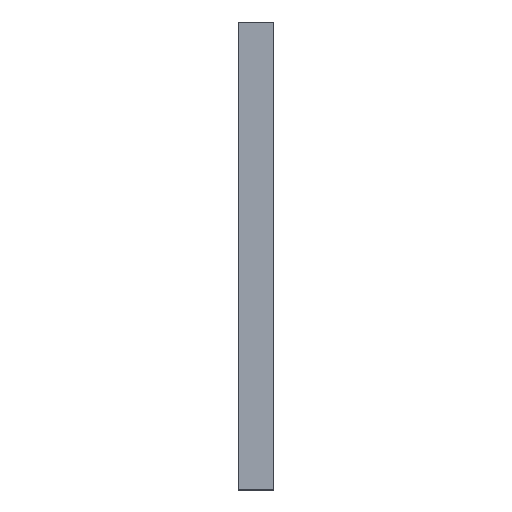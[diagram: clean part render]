
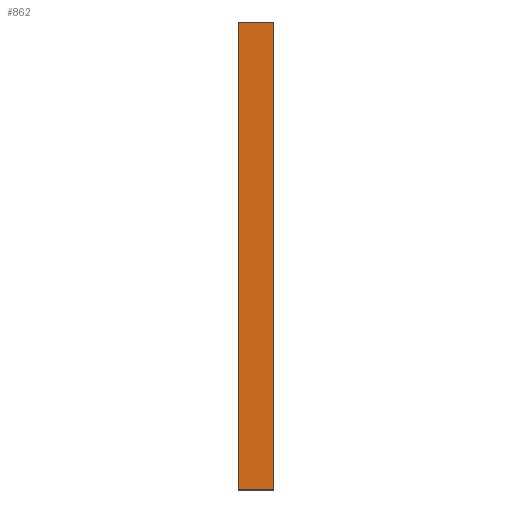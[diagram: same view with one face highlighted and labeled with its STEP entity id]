
A CAD part, top view. The second image highlights one B-rep face of the part: STEP entity #862.
In plain terms, the highlighted planar face has unit normal (0, 0, 1).
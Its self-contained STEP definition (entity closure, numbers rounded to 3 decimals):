
#66 = PLANE('',#67);
#67 = AXIS2_PLACEMENT_3D('',#68,#69,#70);
#68 = CARTESIAN_POINT('',(-18.,-20.22,30.805));
#69 = DIRECTION('',(-1.,0.,0.));
#70 = DIRECTION('',(0.,0.,-1.));
#153 = PLANE('',#154);
#154 = AXIS2_PLACEMENT_3D('',#155,#156,#157);
#155 = CARTESIAN_POINT('',(-22.5,-20.22,30.805));
#156 = DIRECTION('',(-1.,0.,0.));
#157 = DIRECTION('',(0.,0.,-1.));
#203 = VERTEX_POINT('',#204);
#204 = CARTESIAN_POINT('',(-18.,-49.6,58.8));
#218 = PLANE('',#219);
#219 = AXIS2_PLACEMENT_3D('',#220,#221,#222);
#220 = CARTESIAN_POINT('',(-22.5,-49.6,9.1));
#221 = DIRECTION('',(0.,-1.,0.));
#222 = DIRECTION('',(0.,0.,1.));
#230 = EDGE_CURVE('',#203,#231,#233,.T.);
#231 = VERTEX_POINT('',#232);
#232 = CARTESIAN_POINT('',(-18.,9.,58.8));
#233 = SURFACE_CURVE('',#234,(#238,#245),.PCURVE_S1.);
#234 = LINE('',#235,#236);
#235 = CARTESIAN_POINT('',(-18.,-49.6,58.8));
#236 = VECTOR('',#237,1.);
#237 = DIRECTION('',(0.,1.,0.));
#238 = PCURVE('',#66,#239);
#239 = DEFINITIONAL_REPRESENTATION('',(#240),#244);
#240 = LINE('',#241,#242);
#241 = CARTESIAN_POINT('',(-27.995,29.38));
#242 = VECTOR('',#243,1.);
#243 = DIRECTION('',(0.,-1.));
#244 = ( GEOMETRIC_REPRESENTATION_CONTEXT(2) 
PARAMETRIC_REPRESENTATION_CONTEXT() REPRESENTATION_CONTEXT('2D SPACE',''
  ) );
#245 = PCURVE('',#246,#251);
#246 = PLANE('',#247);
#247 = AXIS2_PLACEMENT_3D('',#248,#249,#250);
#248 = CARTESIAN_POINT('',(-22.5,-49.6,58.8));
#249 = DIRECTION('',(0.,0.,1.));
#250 = DIRECTION('',(0.,1.,0.));
#251 = DEFINITIONAL_REPRESENTATION('',(#252),#256);
#252 = LINE('',#253,#254);
#253 = CARTESIAN_POINT('',(0.,-4.5));
#254 = VECTOR('',#255,1.);
#255 = DIRECTION('',(1.,0.));
#256 = ( GEOMETRIC_REPRESENTATION_CONTEXT(2) 
PARAMETRIC_REPRESENTATION_CONTEXT() REPRESENTATION_CONTEXT('2D SPACE',''
  ) );
#274 = PLANE('',#275);
#275 = AXIS2_PLACEMENT_3D('',#276,#277,#278);
#276 = CARTESIAN_POINT('',(-22.5,9.,58.8));
#277 = DIRECTION('',(0.,1.,0.));
#278 = DIRECTION('',(0.,0.,-1.));
#568 = VERTEX_POINT('',#569);
#569 = CARTESIAN_POINT('',(-22.5,-49.6,58.8));
#590 = EDGE_CURVE('',#568,#591,#593,.T.);
#591 = VERTEX_POINT('',#592);
#592 = CARTESIAN_POINT('',(-22.5,9.,58.8));
#593 = SURFACE_CURVE('',#594,(#598,#605),.PCURVE_S1.);
#594 = LINE('',#595,#596);
#595 = CARTESIAN_POINT('',(-22.5,-49.6,58.8));
#596 = VECTOR('',#597,1.);
#597 = DIRECTION('',(0.,1.,0.));
#598 = PCURVE('',#153,#599);
#599 = DEFINITIONAL_REPRESENTATION('',(#600),#604);
#600 = LINE('',#601,#602);
#601 = CARTESIAN_POINT('',(-27.995,29.38));
#602 = VECTOR('',#603,1.);
#603 = DIRECTION('',(0.,-1.));
#604 = ( GEOMETRIC_REPRESENTATION_CONTEXT(2) 
PARAMETRIC_REPRESENTATION_CONTEXT() REPRESENTATION_CONTEXT('2D SPACE',''
  ) );
#605 = PCURVE('',#246,#606);
#606 = DEFINITIONAL_REPRESENTATION('',(#607),#611);
#607 = LINE('',#608,#609);
#608 = CARTESIAN_POINT('',(0.,0.));
#609 = VECTOR('',#610,1.);
#610 = DIRECTION('',(1.,0.));
#611 = ( GEOMETRIC_REPRESENTATION_CONTEXT(2) 
PARAMETRIC_REPRESENTATION_CONTEXT() REPRESENTATION_CONTEXT('2D SPACE',''
  ) );
#841 = EDGE_CURVE('',#568,#203,#842,.T.);
#842 = SURFACE_CURVE('',#843,(#847,#854),.PCURVE_S1.);
#843 = LINE('',#844,#845);
#844 = CARTESIAN_POINT('',(-22.5,-49.6,58.8));
#845 = VECTOR('',#846,1.);
#846 = DIRECTION('',(1.,0.,0.));
#847 = PCURVE('',#218,#848);
#848 = DEFINITIONAL_REPRESENTATION('',(#849),#853);
#849 = LINE('',#850,#851);
#850 = CARTESIAN_POINT('',(49.7,0.));
#851 = VECTOR('',#852,1.);
#852 = DIRECTION('',(0.,-1.));
#853 = ( GEOMETRIC_REPRESENTATION_CONTEXT(2) 
PARAMETRIC_REPRESENTATION_CONTEXT() REPRESENTATION_CONTEXT('2D SPACE',''
  ) );
#854 = PCURVE('',#246,#855);
#855 = DEFINITIONAL_REPRESENTATION('',(#856),#860);
#856 = LINE('',#857,#858);
#857 = CARTESIAN_POINT('',(0.,0.));
#858 = VECTOR('',#859,1.);
#859 = DIRECTION('',(0.,-1.));
#860 = ( GEOMETRIC_REPRESENTATION_CONTEXT(2) 
PARAMETRIC_REPRESENTATION_CONTEXT() REPRESENTATION_CONTEXT('2D SPACE',''
  ) );
#862 = ADVANCED_FACE('',(#863),#246,.T.);
#863 = FACE_BOUND('',#864,.T.);
#864 = EDGE_LOOP('',(#865,#866,#867,#888));
#865 = ORIENTED_EDGE('',*,*,#841,.T.);
#866 = ORIENTED_EDGE('',*,*,#230,.T.);
#867 = ORIENTED_EDGE('',*,*,#868,.F.);
#868 = EDGE_CURVE('',#591,#231,#869,.T.);
#869 = SURFACE_CURVE('',#870,(#874,#881),.PCURVE_S1.);
#870 = LINE('',#871,#872);
#871 = CARTESIAN_POINT('',(-22.5,9.,58.8));
#872 = VECTOR('',#873,1.);
#873 = DIRECTION('',(1.,0.,0.));
#874 = PCURVE('',#246,#875);
#875 = DEFINITIONAL_REPRESENTATION('',(#876),#880);
#876 = LINE('',#877,#878);
#877 = CARTESIAN_POINT('',(58.6,0.));
#878 = VECTOR('',#879,1.);
#879 = DIRECTION('',(0.,-1.));
#880 = ( GEOMETRIC_REPRESENTATION_CONTEXT(2) 
PARAMETRIC_REPRESENTATION_CONTEXT() REPRESENTATION_CONTEXT('2D SPACE',''
  ) );
#881 = PCURVE('',#274,#882);
#882 = DEFINITIONAL_REPRESENTATION('',(#883),#887);
#883 = LINE('',#884,#885);
#884 = CARTESIAN_POINT('',(0.,0.));
#885 = VECTOR('',#886,1.);
#886 = DIRECTION('',(0.,-1.));
#887 = ( GEOMETRIC_REPRESENTATION_CONTEXT(2) 
PARAMETRIC_REPRESENTATION_CONTEXT() REPRESENTATION_CONTEXT('2D SPACE',''
  ) );
#888 = ORIENTED_EDGE('',*,*,#590,.F.);
